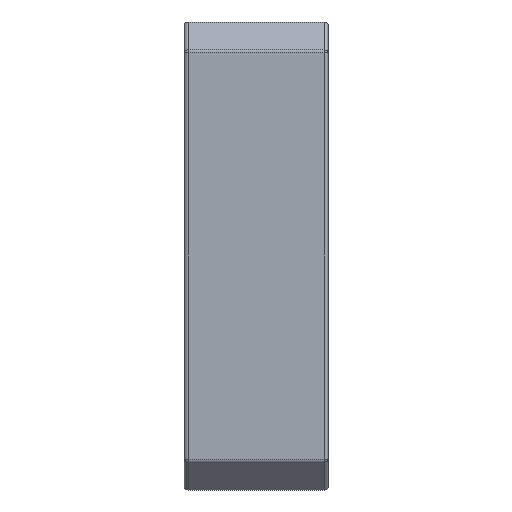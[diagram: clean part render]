
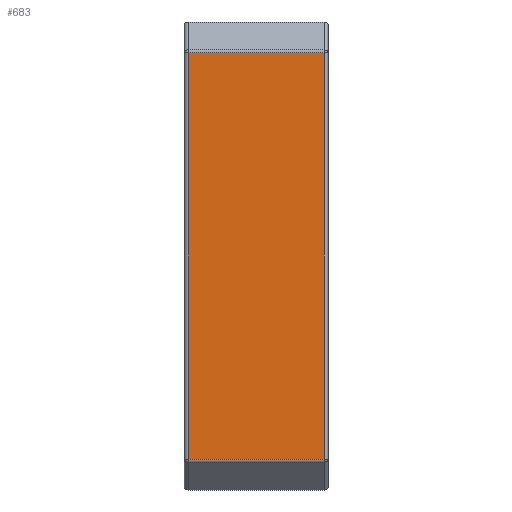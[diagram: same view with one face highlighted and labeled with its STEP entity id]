
A CAD part, front view. The second image highlights one B-rep face of the part: STEP entity #683.
In plain terms, the highlighted planar face has unit normal (0, -1, 0).
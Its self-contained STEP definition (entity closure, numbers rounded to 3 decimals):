
#2 = LINE ( 'NONE', #901, #677 ) ;
#30 = LINE ( 'NONE', #149, #356 ) ;
#149 = CARTESIAN_POINT ( 'NONE',  ( -18., 0., 50.828 ) ) ;
#176 = VERTEX_POINT ( 'NONE', #585 ) ;
#356 = VECTOR ( 'NONE', #449, 1000. ) ;
#449 = DIRECTION ( 'NONE',  ( -1., 0., 0. ) ) ;
#480 = ORIENTED_EDGE ( 'NONE', *, *, #1642, .T. ) ;
#535 = EDGE_CURVE ( 'NONE', #1630, #176, #30, .T. ) ;
#582 = DIRECTION ( 'NONE',  ( 0., 0., -1. ) ) ;
#585 = CARTESIAN_POINT ( 'NONE',  ( -17., 0., 50.828 ) ) ;
#677 = VECTOR ( 'NONE', #1039, 1000. ) ;
#683 = ADVANCED_FACE ( 'NONE', ( #882 ), #1303, .T. ) ;
#711 = VECTOR ( 'NONE', #990, 1000. ) ;
#746 = CARTESIAN_POINT ( 'NONE',  ( 17., 0., 50.828 ) ) ;
#758 = VERTEX_POINT ( 'NONE', #1108 ) ;
#882 = FACE_OUTER_BOUND ( 'NONE', #1807, .T. ) ;
#901 = CARTESIAN_POINT ( 'NONE',  ( 17., 0., 51.243 ) ) ;
#919 = CARTESIAN_POINT ( 'NONE',  ( -17., 0., -51.243 ) ) ;
#922 = CARTESIAN_POINT ( 'NONE',  ( -17., 0., -50.828 ) ) ;
#950 = EDGE_CURVE ( 'NONE', #1372, #758, #1141, .T. ) ;
#980 = ORIENTED_EDGE ( 'NONE', *, *, #1321, .T. ) ;
#990 = DIRECTION ( 'NONE',  ( 1., 0., 0. ) ) ;
#1039 = DIRECTION ( 'NONE',  ( 0., 0., 1. ) ) ;
#1055 = DIRECTION ( 'NONE',  ( 0., 0., -1. ) ) ;
#1108 = CARTESIAN_POINT ( 'NONE',  ( 17., 0., -50.828 ) ) ;
#1141 = LINE ( 'NONE', #1716, #711 ) ;
#1280 = LINE ( 'NONE', #919, #1625 ) ;
#1303 = PLANE ( 'NONE',  #1433 ) ;
#1321 = EDGE_CURVE ( 'NONE', #176, #1372, #1280, .T. ) ;
#1372 = VERTEX_POINT ( 'NONE', #922 ) ;
#1433 = AXIS2_PLACEMENT_3D ( 'NONE', #1875, #1451, #582 ) ;
#1447 = ORIENTED_EDGE ( 'NONE', *, *, #535, .T. ) ;
#1451 = DIRECTION ( 'NONE',  ( 0., -1., 0. ) ) ;
#1625 = VECTOR ( 'NONE', #1055, 1000. ) ;
#1630 = VERTEX_POINT ( 'NONE', #746 ) ;
#1642 = EDGE_CURVE ( 'NONE', #758, #1630, #2, .T. ) ;
#1716 = CARTESIAN_POINT ( 'NONE',  ( -18., 0., -50.828 ) ) ;
#1807 = EDGE_LOOP ( 'NONE', ( #1866, #480, #1447, #980 ) ) ;
#1866 = ORIENTED_EDGE ( 'NONE', *, *, #950, .T. ) ;
#1875 = CARTESIAN_POINT ( 'NONE',  ( -18., 0., 51.243 ) ) ;
